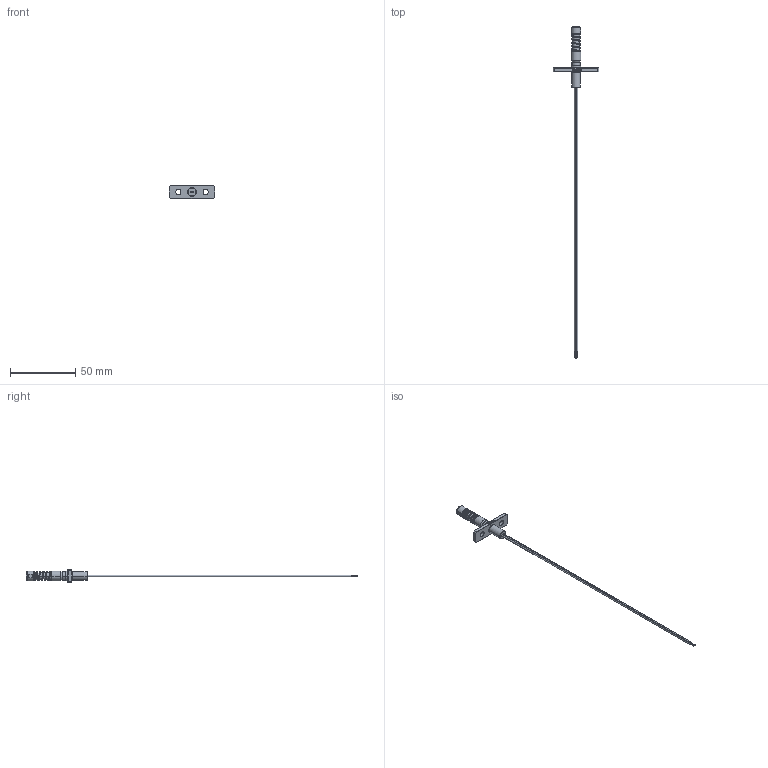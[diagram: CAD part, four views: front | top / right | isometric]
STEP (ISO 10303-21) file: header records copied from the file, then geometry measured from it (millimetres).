
FILE_DESCRIPTION (( 'STEP AP203' ), '1' );
FILE_NAME ('INGUN_TKS-740_402_650_U_xx16_T9.STEP', '2025-11-25T07:17:12', ( '' ), ( '' ), 'SwSTEP 2.0', 'SolidWorks 2023', '' );
FILE_SCHEMA (( 'CONFIG_CONTROL_DESIGN' ));
Length unit declared in the file: millimetre
Products named in the file (1): INGUN_TKS-740_402_650_U_xx16_T9
Bounding box: 35 x 254.99 x 10 mm (x, y, z)
Volume: 3098.4 mm3; surface area: 3982.4 mm2
Topology: 1 solids, 1 shells, 158 faces, 385 edges, 246 vertices
Faces by surface type: plane 92, cylinder 51, torus 7, cone 6, bspline 2
Entity records: 6319 total; most frequent: CARTESIAN_POINT 2415, DIRECTION 828, ORIENTED_EDGE 770, EDGE_CURVE 385, AXIS2_PLACEMENT_3D 289, VECTOR 250, LINE 250, VERTEX_POINT 246
